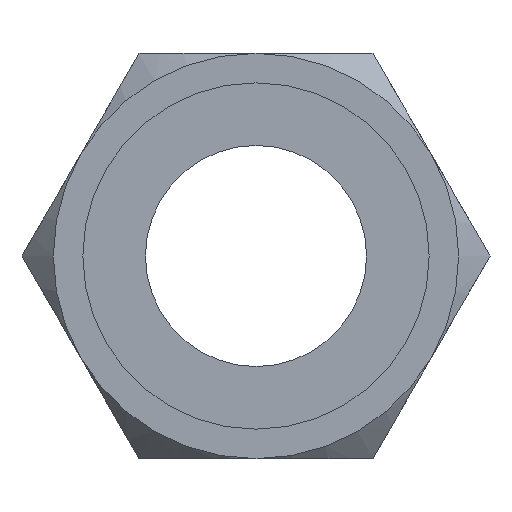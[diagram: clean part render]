
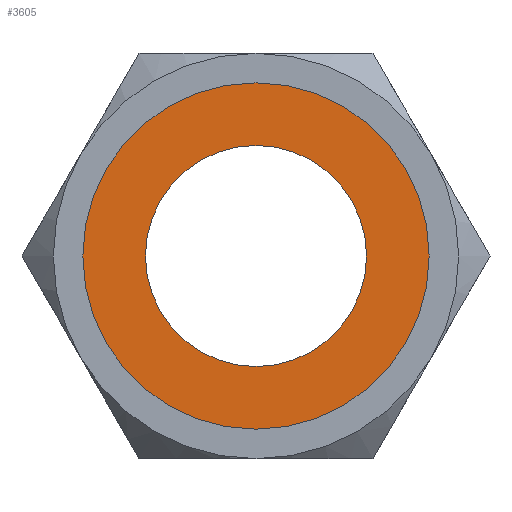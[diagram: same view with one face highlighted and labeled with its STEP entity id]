
A CAD part, left-side view. The second image highlights one B-rep face of the part: STEP entity #3605.
In plain terms, the highlighted planar face has unit normal (-1, 0, 0).
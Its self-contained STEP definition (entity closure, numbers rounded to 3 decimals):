
#298 = FACE_OUTER_BOUND ( 'NONE', #5858, .T. ) ;
#582 = CARTESIAN_POINT ( 'NONE',  ( 0., 0., -4.7 ) ) ;
#605 = EDGE_CURVE ( 'NONE', #1496, #2104, #4190, .T. ) ;
#871 = DIRECTION ( 'NONE',  ( 1., 0., 0. ) ) ;
#1038 = CIRCLE ( 'NONE', #5857, 4.7 ) ;
#1496 = VERTEX_POINT ( 'NONE', #4474 ) ;
#1549 = DIRECTION ( 'NONE',  ( 1., 0., 0. ) ) ;
#1629 = DIRECTION ( 'NONE',  ( 1., 0., 0. ) ) ;
#1858 = CIRCLE ( 'NONE', #5597, 3. ) ;
#2104 = VERTEX_POINT ( 'NONE', #2995 ) ;
#2108 = EDGE_CURVE ( 'NONE', #4167, #2386, #3294, .T. ) ;
#2386 = VERTEX_POINT ( 'NONE', #582 ) ;
#2668 = EDGE_LOOP ( 'NONE', ( #4055, #3352 ) ) ;
#2703 = AXIS2_PLACEMENT_3D ( 'NONE', #3540, #1629, #6052 ) ;
#2855 = ORIENTED_EDGE ( 'NONE', *, *, #4033, .T. ) ;
#2966 = FACE_BOUND ( 'NONE', #2668, .T. ) ;
#2991 = CARTESIAN_POINT ( 'NONE',  ( 0., 0., 0. ) ) ;
#2995 = CARTESIAN_POINT ( 'NONE',  ( 0., 0., -3. ) ) ;
#3004 = CARTESIAN_POINT ( 'NONE',  ( 0., 0., 4.7 ) ) ;
#3129 = DIRECTION ( 'NONE',  ( -1., 0., 0. ) ) ;
#3147 = CARTESIAN_POINT ( 'NONE',  ( 0., 0., 0. ) ) ;
#3294 = CIRCLE ( 'NONE', #3902, 4.7 ) ;
#3352 = ORIENTED_EDGE ( 'NONE', *, *, #5509, .T. ) ;
#3399 = DIRECTION ( 'NONE',  ( 0., 0., -1. ) ) ;
#3540 = CARTESIAN_POINT ( 'NONE',  ( 0., 0., 0. ) ) ;
#3605 = ADVANCED_FACE ( 'NONE', ( #2966, #298 ), #3863, .F. ) ;
#3863 = PLANE ( 'NONE',  #4493 ) ;
#3902 = AXIS2_PLACEMENT_3D ( 'NONE', #5427, #5855, #5371 ) ;
#4033 = EDGE_CURVE ( 'NONE', #2386, #4167, #1038, .T. ) ;
#4055 = ORIENTED_EDGE ( 'NONE', *, *, #605, .T. ) ;
#4167 = VERTEX_POINT ( 'NONE', #3004 ) ;
#4190 = CIRCLE ( 'NONE', #2703, 3. ) ;
#4474 = CARTESIAN_POINT ( 'NONE',  ( 0., 0., 3. ) ) ;
#4493 = AXIS2_PLACEMENT_3D ( 'NONE', #2991, #1549, #3399 ) ;
#5008 = DIRECTION ( 'NONE',  ( 0., 0., 1. ) ) ;
#5371 = DIRECTION ( 'NONE',  ( 0., 0., 1. ) ) ;
#5427 = CARTESIAN_POINT ( 'NONE',  ( 0., 0., 0. ) ) ;
#5509 = EDGE_CURVE ( 'NONE', #2104, #1496, #1858, .T. ) ;
#5597 = AXIS2_PLACEMENT_3D ( 'NONE', #3147, #871, #6042 ) ;
#5630 = CARTESIAN_POINT ( 'NONE',  ( 0., 0., 0. ) ) ;
#5855 = DIRECTION ( 'NONE',  ( -1., 0., 0. ) ) ;
#5857 = AXIS2_PLACEMENT_3D ( 'NONE', #5630, #3129, #5008 ) ;
#5858 = EDGE_LOOP ( 'NONE', ( #5912, #2855 ) ) ;
#5912 = ORIENTED_EDGE ( 'NONE', *, *, #2108, .T. ) ;
#6042 = DIRECTION ( 'NONE',  ( 0., 0., -1. ) ) ;
#6052 = DIRECTION ( 'NONE',  ( 0., 0., -1. ) ) ;
